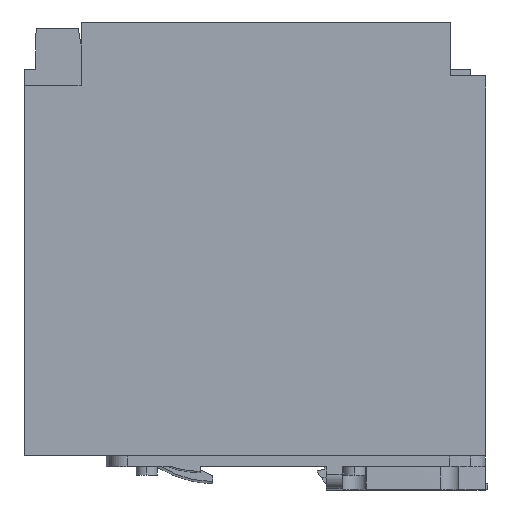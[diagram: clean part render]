
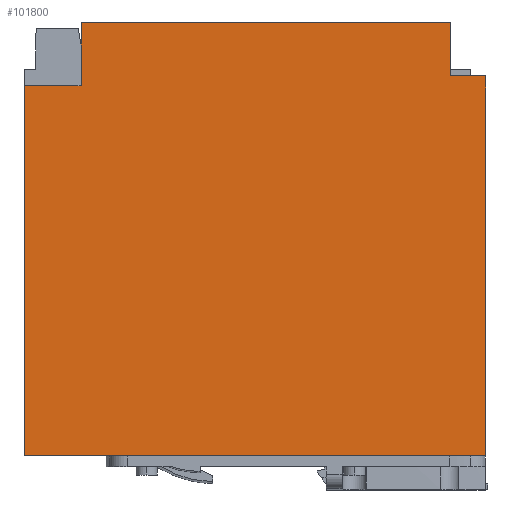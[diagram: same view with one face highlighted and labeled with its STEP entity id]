
A CAD part, left-side view. The second image highlights one B-rep face of the part: STEP entity #101800.
In plain terms, the highlighted planar face has unit normal (-1, 0, 0).
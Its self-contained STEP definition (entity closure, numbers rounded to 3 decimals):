
#82340=CARTESIAN_POINT('',(-1.002,0.,
-0.895));
#82350=VERTEX_POINT('',#82340);
#82400=CARTESIAN_POINT('',(-1.001,0.,
64.105));
#82410=DIRECTION('',(0.,0.,
1.));
#82420=VECTOR('',#82410,1.);
#82430=LINE('',#82400,#82420);
#82440=CARTESIAN_POINT('',(-1.,0.,
129.105));
#82450=VERTEX_POINT('',#82440);
#82460=EDGE_CURVE('',#82350,#82450,#82430,.T.);
#84040=CARTESIAN_POINT('',(-1.,122.,
119.105));
#84050=VERTEX_POINT('',#84040);
#84080=CARTESIAN_POINT('',(-1.002,122.,0.));
#84090=DIRECTION('',(0.,0.,
-1.));
#84100=VECTOR('',#84090,1.);
#84110=LINE('',#84080,#84100);
#84120=CARTESIAN_POINT('',(-1.001,122.,
15.105));
#84130=VERTEX_POINT('',#84120);
#84140=EDGE_CURVE('',#84050,#84130,#84110,.T.);
#85320=CARTESIAN_POINT('',(-1.,0.,129.105));
#85330=DIRECTION('',(0.,1.,0.));
#85340=VECTOR('',#85330,1.);
#85350=LINE('',#85320,#85340);
#85360=CARTESIAN_POINT('',(-1.,107.,
129.105));
#85370=VERTEX_POINT('',#85360);
#85380=EDGE_CURVE('',#82450,#85370,#85350,.T.);
#101340=CARTESIAN_POINT('',(-1.,0.,
129.105));
#101350=DIRECTION('',(-1.,0.,
0.));
#101360=DIRECTION('',(0.,0.,
-1.));
#101370=AXIS2_PLACEMENT_3D('',#101340,#101350,#101360);
#101380=PLANE('',#101370);
#101390=CARTESIAN_POINT('',(-1.002,0.,-0.895));
#101400=DIRECTION('',(0.,1.,0.));
#101410=VECTOR('',#101400,1.);
#101420=LINE('',#101390,#101410);
#101430=CARTESIAN_POINT('',(-1.002,104.3,
-0.895));
#101440=VERTEX_POINT('',#101430);
#101450=EDGE_CURVE('',#82350,#101440,#101420,.T.);
#101460=ORIENTED_EDGE('',*,*,#101450,.F.);
#101470=CARTESIAN_POINT('',(-1.002,104.3,0.));
#101480=DIRECTION('',(0.,0.,
-1.));
#101490=VECTOR('',#101480,1.);
#101500=LINE('',#101470,#101490);
#101510=CARTESIAN_POINT('',(-1.001,104.3,
15.105));
#101520=VERTEX_POINT('',#101510);
#101530=EDGE_CURVE('',#101520,#101440,#101500,.T.);
#101540=ORIENTED_EDGE('',*,*,#101530,.T.);
#101550=CARTESIAN_POINT('',(-1.001,0.,15.105));
#101560=DIRECTION('',(0.,-1.,0.));
#101570=VECTOR('',#101560,1.);
#101580=LINE('',#101550,#101570);
#101590=EDGE_CURVE('',#84130,#101520,#101580,.T.);
#101600=ORIENTED_EDGE('',*,*,#101590,.T.);
#101610=ORIENTED_EDGE('',*,*,#84140,.T.);
#101620=CARTESIAN_POINT('',(-1.,0.,119.105));
#101630=DIRECTION('',(0.,1.,0.));
#101640=VECTOR('',#101630,1.);
#101650=LINE('',#101620,#101640);
#101660=CARTESIAN_POINT('',(-1.,107.,
119.105));
#101670=VERTEX_POINT('',#101660);
#101680=EDGE_CURVE('',#101670,#84050,#101650,.T.);
#101690=ORIENTED_EDGE('',*,*,#101680,.T.);
#101700=CARTESIAN_POINT('',(-1.002,107.,0.));
#101710=DIRECTION('',(0.,0.,
-1.));
#101720=VECTOR('',#101710,1.);
#101730=LINE('',#101700,#101720);
#101740=EDGE_CURVE('',#85370,#101670,#101730,.T.);
#101750=ORIENTED_EDGE('',*,*,#101740,.T.);
#101760=ORIENTED_EDGE('',*,*,#85380,.T.);
#101770=ORIENTED_EDGE('',*,*,#82460,.T.);
#101780=EDGE_LOOP('',(#101770,#101760,#101750,#101690,#101610,#101600,
#101540,#101460));
#101790=FACE_OUTER_BOUND('',#101780,.T.);
#101800=ADVANCED_FACE('',(#101790),#101380,.T.);
